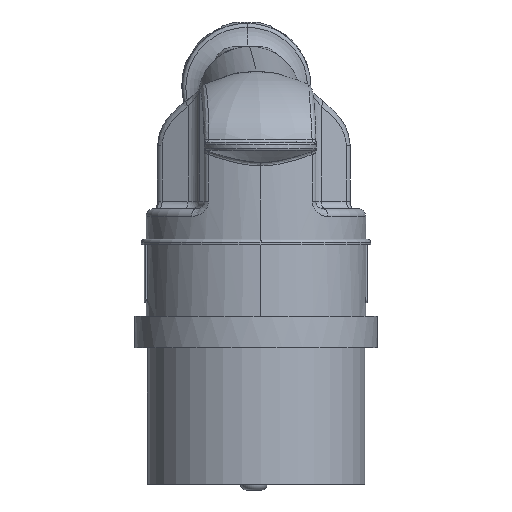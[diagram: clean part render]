
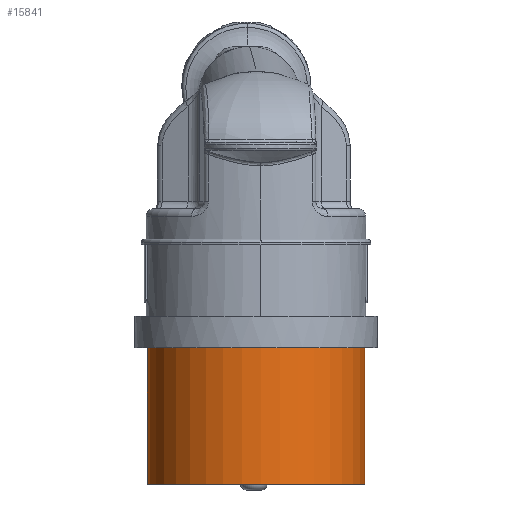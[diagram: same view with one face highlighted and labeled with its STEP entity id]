
A CAD part, front view. The second image highlights one B-rep face of the part: STEP entity #15841.
In plain terms, the highlighted cylindrical face has radius 28.7 mm (diameter 57.4 mm), a partial arc.
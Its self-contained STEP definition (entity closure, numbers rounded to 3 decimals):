
#13143=DIRECTION('',(0.,0.,-1.));
#13144=VECTOR('',#13143,36.);
#13145=CARTESIAN_POINT('',(28.7,0.,36.));
#13146=LINE('',#13145,#13144);
#13147=DIRECTION('',(0.,0.,-1.));
#13148=VECTOR('',#13147,36.);
#13149=CARTESIAN_POINT('',(-28.7,0.,36.));
#13150=LINE('',#13149,#13148);
#13151=CARTESIAN_POINT('',(0.,0.,36.));
#13152=DIRECTION('',(0.,0.,-1.));
#13153=DIRECTION('',(1.,0.,0.));
#13154=AXIS2_PLACEMENT_3D('',#13151,#13152,#13153);
#13210=CARTESIAN_POINT('',(0.,0.,0.));
#13211=DIRECTION('',(0.,0.,-1.));
#13212=DIRECTION('',(1.,0.,0.));
#13213=AXIS2_PLACEMENT_3D('',#13210,#13211,#13212);
#14966=CARTESIAN_POINT('',(28.7,0.,36.));
#14967=CARTESIAN_POINT('',(28.7,0.,0.));
#14968=VERTEX_POINT('',#14966);
#14969=VERTEX_POINT('',#14967);
#14974=CARTESIAN_POINT('',(-28.7,0.,36.));
#14975=CARTESIAN_POINT('',(-28.7,0.,0.));
#14976=VERTEX_POINT('',#14974);
#14977=VERTEX_POINT('',#14975);
#15827=CARTESIAN_POINT('',(0.,0.,-2.218));
#15828=DIRECTION('',(0.,0.,1.));
#15829=DIRECTION('',(-1.,0.,0.));
#15830=AXIS2_PLACEMENT_3D('',#15827,#15828,#15829);
#15831=CYLINDRICAL_SURFACE('',#15830,28.7);
#15833=ORIENTED_EDGE('',*,*,#15832,.T.);
#15835=ORIENTED_EDGE('',*,*,#15834,.T.);
#15837=ORIENTED_EDGE('',*,*,#15836,.F.);
#15838=ORIENTED_EDGE('',*,*,#15820,.F.);
#15839=EDGE_LOOP('',(#15833,#15835,#15837,#15838));
#15840=FACE_OUTER_BOUND('',#15839,.F.);
#15841=ADVANCED_FACE('',(#15840),#15831,.T.);
#13155=CIRCLE('',#13154,28.7);
#13214=CIRCLE('',#13213,28.7);
#15820=EDGE_CURVE('',#14968,#14976,#13155,.T.);
#15832=EDGE_CURVE('',#14968,#14969,#13146,.T.);
#15834=EDGE_CURVE('',#14969,#14977,#13214,.T.);
#15836=EDGE_CURVE('',#14976,#14977,#13150,.T.);
